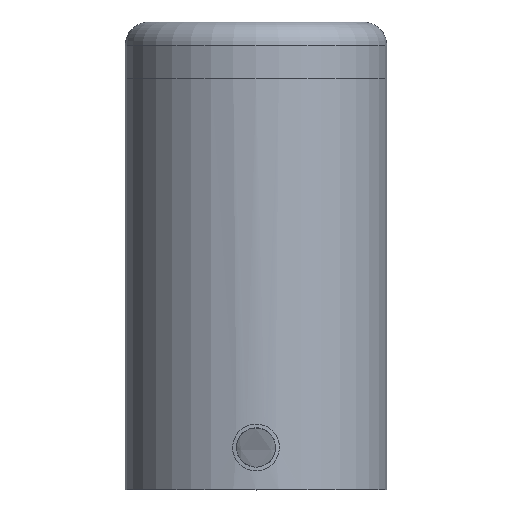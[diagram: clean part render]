
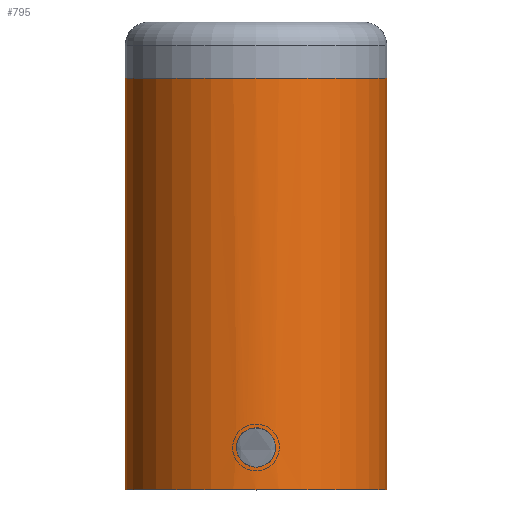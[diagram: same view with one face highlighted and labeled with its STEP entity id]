
A CAD part, top view. The second image highlights one B-rep face of the part: STEP entity #795.
In plain terms, the highlighted cylindrical face has radius 14 mm (diameter 28 mm), a partial arc.
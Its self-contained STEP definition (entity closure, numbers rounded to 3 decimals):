
#597=CARTESIAN_POINT('',(0.,0.,0.));
#598=DIRECTION('',(0.,1.,0.));
#599=DIRECTION('',(1.,0.,0.));
#600=AXIS2_PLACEMENT_3D('',#597,#598,#599);
#617=DIRECTION('',(0.,1.,0.));
#618=VECTOR('',#617,44.);
#619=CARTESIAN_POINT('',(14.,0.,0.));
#620=LINE('',#619,#618);
#621=CARTESIAN_POINT('',(0.,37.4,-14.));
#622=CARTESIAN_POINT('',(0.148,37.4,-14.));
#623=CARTESIAN_POINT('',(0.438,37.431,-13.995));
#624=CARTESIAN_POINT('',(0.86,37.567,-13.976));
#625=CARTESIAN_POINT('',(1.243,37.789,-13.946));
#626=CARTESIAN_POINT('',(1.571,38.083,-13.913));
#627=CARTESIAN_POINT('',(1.832,38.442,-13.88));
#628=CARTESIAN_POINT('',(2.011,38.844,-13.855));
#629=CARTESIAN_POINT('',(2.104,39.28,-13.841));
#630=CARTESIAN_POINT('',(2.104,39.72,-13.841));
#631=CARTESIAN_POINT('',(2.011,40.157,-13.855));
#632=CARTESIAN_POINT('',(1.831,40.559,-13.88));
#633=CARTESIAN_POINT('',(1.57,40.918,-13.913));
#634=CARTESIAN_POINT('',(1.243,41.212,-13.946));
#635=CARTESIAN_POINT('',(0.859,41.433,-13.976));
#636=CARTESIAN_POINT('',(0.438,41.569,-13.995));
#637=CARTESIAN_POINT('',(0.148,41.6,-14.));
#638=CARTESIAN_POINT('',(0.,41.6,-14.));
#640=CARTESIAN_POINT('',(0.,41.6,-14.));
#641=CARTESIAN_POINT('',(-0.148,41.6,-14.));
#642=CARTESIAN_POINT('',(-0.438,41.569,
-13.995));
#643=CARTESIAN_POINT('',(-0.86,41.433,
-13.976));
#644=CARTESIAN_POINT('',(-1.243,41.211,-13.946));
#645=CARTESIAN_POINT('',(-1.571,40.917,-13.913));
#646=CARTESIAN_POINT('',(-1.832,40.558,-13.88));
#647=CARTESIAN_POINT('',(-2.011,40.156,-13.855));
#648=CARTESIAN_POINT('',(-2.104,39.72,-13.841));
#649=CARTESIAN_POINT('',(-2.104,39.28,-13.841));
#650=CARTESIAN_POINT('',(-2.011,38.843,-13.855));
#651=CARTESIAN_POINT('',(-1.831,38.441,-13.88));
#652=CARTESIAN_POINT('',(-1.57,38.082,-13.913));
#653=CARTESIAN_POINT('',(-1.243,37.788,-13.946));
#654=CARTESIAN_POINT('',(-0.859,37.567,
-13.976));
#655=CARTESIAN_POINT('',(-0.438,37.431,
-13.995));
#656=CARTESIAN_POINT('',(-0.148,37.4,-14.));
#657=CARTESIAN_POINT('',(0.,37.4,-14.));
#659=DIRECTION('',(0.,1.,0.));
#660=VECTOR('',#659,44.);
#661=CARTESIAN_POINT('',(-14.,0.,0.));
#662=LINE('',#661,#660);
#663=CARTESIAN_POINT('',(0.,44.,0.));
#664=DIRECTION('',(0.,1.,0.));
#665=DIRECTION('',(1.,0.,0.));
#666=AXIS2_PLACEMENT_3D('',#663,#664,#665);
#737=CARTESIAN_POINT('',(14.,0.,0.));
#738=CARTESIAN_POINT('',(-14.,0.,0.));
#739=VERTEX_POINT('',#737);
#740=VERTEX_POINT('',#738);
#745=CARTESIAN_POINT('',(14.,44.,0.));
#746=CARTESIAN_POINT('',(-14.,44.,0.));
#747=VERTEX_POINT('',#745);
#748=VERTEX_POINT('',#746);
#753=VERTEX_POINT('',#621);
#754=VERTEX_POINT('',#638);
#775=CARTESIAN_POINT('',(0.,0.,0.));
#776=DIRECTION('',(0.,1.,0.));
#777=DIRECTION('',(1.,0.,0.));
#778=AXIS2_PLACEMENT_3D('',#775,#776,#777);
#779=CYLINDRICAL_SURFACE('',#778,14.);
#780=ORIENTED_EDGE('',*,*,#762,.F.);
#782=ORIENTED_EDGE('',*,*,#781,.T.);
#784=ORIENTED_EDGE('',*,*,#783,.T.);
#786=ORIENTED_EDGE('',*,*,#785,.F.);
#787=EDGE_LOOP('',(#780,#782,#784,#786));
#788=FACE_OUTER_BOUND('',#787,.F.);
#790=ORIENTED_EDGE('',*,*,#789,.F.);
#792=ORIENTED_EDGE('',*,*,#791,.F.);
#793=EDGE_LOOP('',(#790,#792));
#794=FACE_BOUND('',#793,.F.);
#795=ADVANCED_FACE('',(#788,#794),#779,.T.);
#601=CIRCLE('',#600,14.);
#639=B_SPLINE_CURVE_WITH_KNOTS('',3,(#621,#622,#623,#624,#625,#626,#627,#628,
#629,#630,#631,#632,#633,#634,#635,#636,#637,#638),.UNSPECIFIED.,.F.,.F.,(4,1,1,
1,1,1,1,1,1,1,1,1,1,1,1,4),(0.,0.067,0.133,0.2,
0.267,0.333,0.4,0.467,0.533,
0.6,0.667,0.733,0.8,0.867,
0.933,1.),.UNSPECIFIED.);
#658=B_SPLINE_CURVE_WITH_KNOTS('',3,(#640,#641,#642,#643,#644,#645,#646,#647,
#648,#649,#650,#651,#652,#653,#654,#655,#656,#657),.UNSPECIFIED.,.F.,.F.,(4,1,1,
1,1,1,1,1,1,1,1,1,1,1,1,4),(0.,0.067,0.133,0.2,
0.267,0.333,0.4,0.467,0.533,
0.6,0.667,0.733,0.8,0.867,
0.933,1.),.UNSPECIFIED.);
#667=CIRCLE('',#666,14.);
#762=EDGE_CURVE('',#739,#740,#601,.T.);
#781=EDGE_CURVE('',#739,#747,#620,.T.);
#783=EDGE_CURVE('',#747,#748,#667,.T.);
#785=EDGE_CURVE('',#740,#748,#662,.T.);
#789=EDGE_CURVE('',#753,#754,#639,.T.);
#791=EDGE_CURVE('',#754,#753,#658,.T.);
